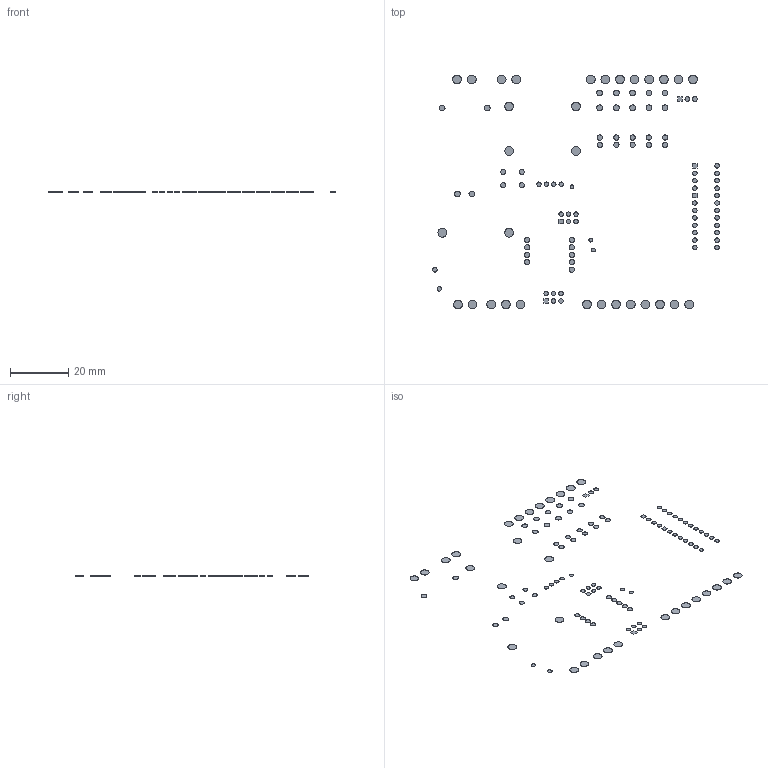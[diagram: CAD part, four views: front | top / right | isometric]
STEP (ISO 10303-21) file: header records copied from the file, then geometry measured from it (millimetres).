
FILE_DESCRIPTION(('None'),'2;1');
FILE_NAME('last pcbf_CopperBottom.step', '', (' '), ('Mentor Graphics'), '', 'Expedition PCB', ' ');
FILE_SCHEMA(('CONFIG_CONTROL_DESIGN'));
Length unit declared in the file: millimetre
Products named in the file (1): last pcbf_CopperBottom
Bounding box: 98.04 x 79.97 x 0.03 mm (x, y, z)
Volume: 14 mm3; surface area: 843.8 mm2
Topology: 116 solids, 116 shells, 474 faces, 726 edges, 484 vertices
Faces by surface type: plane 252, cylinder 222
Entity records: 10018 total; most frequent: DIRECTION 2120, ORIENTED_EDGE 1452, CARTESIAN_POINT 929, AXIS2_PLACEMENT_3D 919, EDGE_CURVE 726, VERTEX_POINT 484, ADVANCED_FACE 474, FACE_OUTER_BOUND 474
